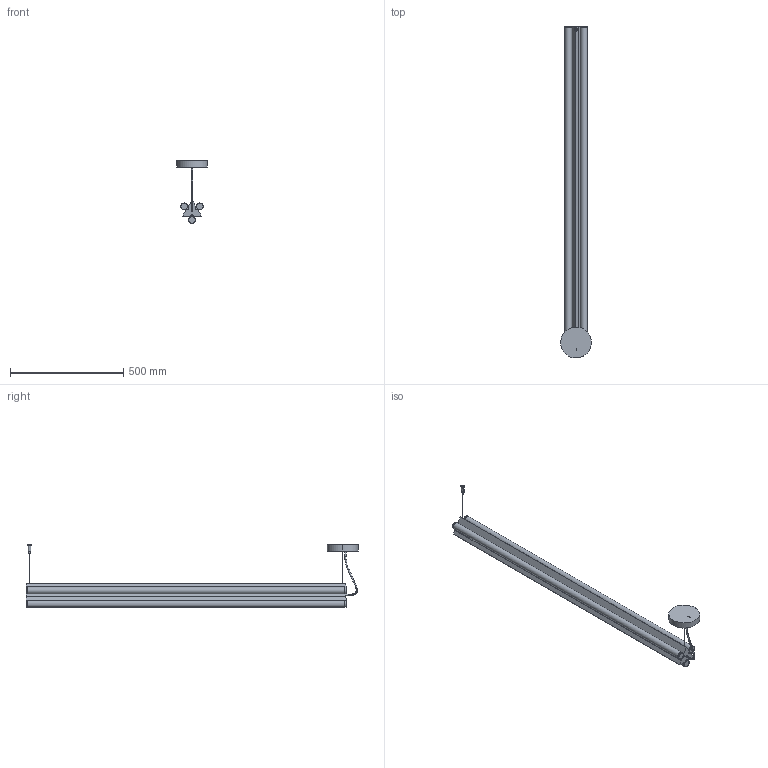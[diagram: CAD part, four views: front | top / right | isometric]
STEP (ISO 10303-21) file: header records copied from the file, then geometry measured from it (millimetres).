
FILE_DESCRIPTION(/* description */ (''),/* implementation_level */ '2;1');
FILE_NAME(/* name */ 'DREISPITZ150 3 EM. DIFF',/* time_stamp */ '2025-04-17T15:17:52+02:00',/* author */ (''),/* organization */ (''),/* preprocessor_version */ 'ST-DEVELOPER v16.5',/* originating_system */ 'Rhino 7.37',/* authorisation */ '');
FILE_SCHEMA (('AUTOMOTIVE_DESIGN'));
Length unit declared in the file: millimetre
Products named in the file (1): Document
Bounding box: 136.11 x 1464.96 x 276.33 mm (x, y, z)
Volume: 7586173.5 mm3; surface area: 963405.7 mm2
Topology: 13 solids, 19 shells, 365 faces, 850 edges, 523 vertices
Faces by surface type: bspline 237, cylinder 76, plane 52
Entity records: 20467 total; most frequent: CARTESIAN_POINT 15575, ORIENTED_EDGE 1687, EDGE_CURVE 850, VERTEX_POINT 523, EDGE_LOOP 377, ADVANCED_FACE 365, FACE_OUTER_BOUND 365, DIRECTION 134
